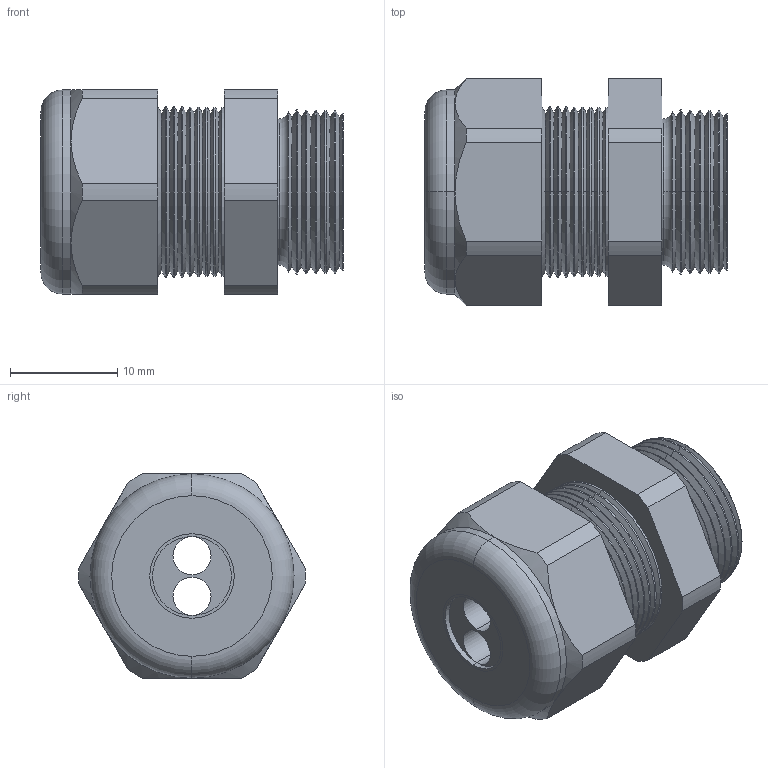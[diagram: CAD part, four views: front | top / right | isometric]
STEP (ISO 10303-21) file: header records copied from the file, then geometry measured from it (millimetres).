
FILE_DESCRIPTION (( 'STEP AP203' ), '1' );
FILE_NAME ('CD17M3-BR.STEP', '2008-12-11T07:50:48', ( 'bay06' ), ( '' ), 'SwSTEP 2.0', 'SolidWorks 2007', '' );
FILE_SCHEMA (( 'CONFIG_CONTROL_DESIGN' ));
Length unit declared in the file: inch
Products named in the file (1): CD17M3-BR
Bounding box: 28.19 x 21.14 x 19.05 mm (x, y, z)
Volume: 5277.3 mm3; surface area: 3782.7 mm2
Topology: 2 solids, 2 shells, 142 faces, 306 edges, 172 vertices
Faces by surface type: cone 92, cylinder 24, plane 20, torus 6
Entity records: 3933 total; most frequent: DIRECTION 734, CARTESIAN_POINT 693, ORIENTED_EDGE 612, EDGE_CURVE 306, AXIS2_PLACEMENT_3D 297, VERTEX_POINT 172, CIRCLE 154, EDGE_LOOP 152
